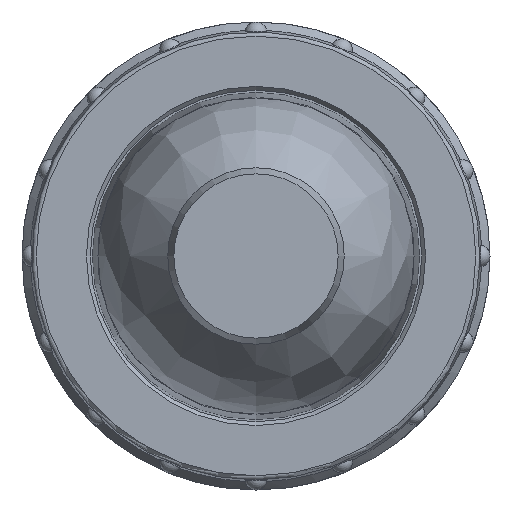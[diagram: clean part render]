
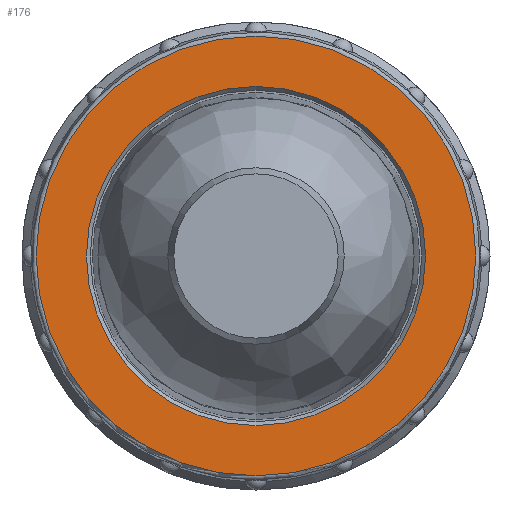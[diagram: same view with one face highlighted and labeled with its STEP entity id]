
A CAD part, front view. The second image highlights one B-rep face of the part: STEP entity #176.
In plain terms, the highlighted planar face has unit normal (0, -1, 0).
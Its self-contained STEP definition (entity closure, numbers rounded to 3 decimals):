
#176 = ADVANCED_FACE( '', ( #644, #645 ), #646, .F. );
#644 = FACE_BOUND( '', #1609, .T. );
#645 = FACE_OUTER_BOUND( '', #1610, .T. );
#646 = PLANE( '', #1611 );
#1609 = EDGE_LOOP( '', ( #2834 ) );
#1610 = EDGE_LOOP( '', ( #2835 ) );
#1611 = AXIS2_PLACEMENT_3D( '', #2836, #2837, #2838 );
#2834 = ORIENTED_EDGE( '', *, *, #6591, .F. );
#2835 = ORIENTED_EDGE( '', *, *, #6592, .T. );
#2836 = CARTESIAN_POINT( '', ( 26.779, -29.6, 0. ) );
#2837 = DIRECTION( '', ( 0., 1., 0. ) );
#2838 = DIRECTION( '', ( 0., 0., 1. ) );
#6591 = EDGE_CURVE( '', #8012, #8012, #8013, .T. );
#6592 = EDGE_CURVE( '', #8014, #8014, #8015, .T. );
#8012 = VERTEX_POINT( '', #11084 );
#8013 = CIRCLE( '', #11085, 20.65 );
#8014 = VERTEX_POINT( '', #11086 );
#8015 = CIRCLE( '', #11087, 26.779 );
#11084 = CARTESIAN_POINT( '', ( 0., -29.6, -20.65 ) );
#11085 = AXIS2_PLACEMENT_3D( '', #14146, #14147, #14148 );
#11086 = CARTESIAN_POINT( '', ( 0., -29.6, -26.779 ) );
#11087 = AXIS2_PLACEMENT_3D( '', #14149, #14150, #14151 );
#14146 = CARTESIAN_POINT( '', ( 0., -29.6, 0. ) );
#14147 = DIRECTION( '', ( 0., -1., 0. ) );
#14148 = DIRECTION( '', ( 0., 0., -1. ) );
#14149 = CARTESIAN_POINT( '', ( 0., -29.6, 0. ) );
#14150 = DIRECTION( '', ( 0., -1., 0. ) );
#14151 = DIRECTION( '', ( 0., 0., -1. ) );
